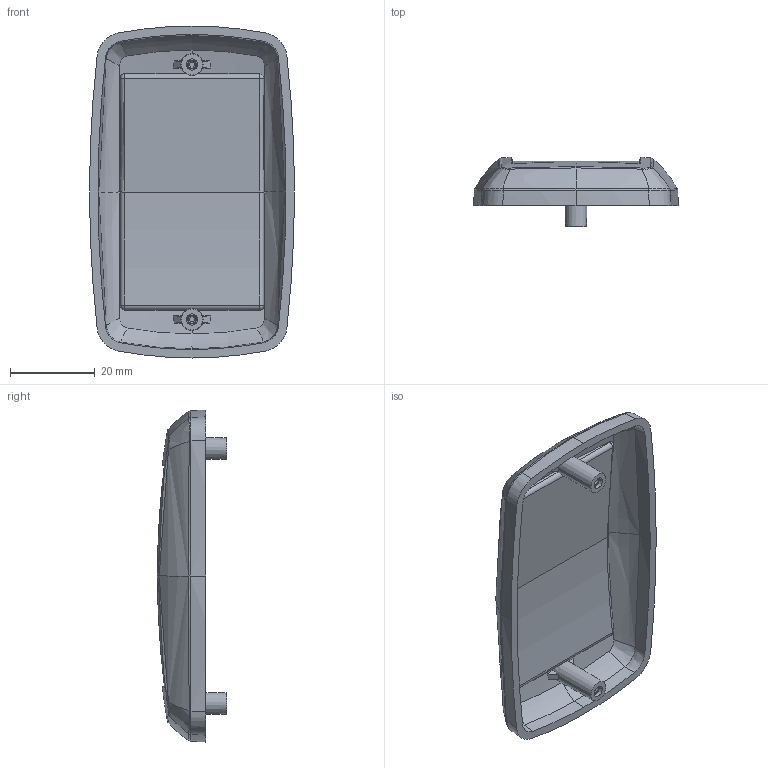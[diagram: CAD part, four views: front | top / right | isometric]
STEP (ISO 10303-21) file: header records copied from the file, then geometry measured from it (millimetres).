
FILE_DESCRIPTION(/* description */ (''),/* implementation_level */ '2;1');
FILE_NAME(/* name */ '00012066 - top.step',/* time_stamp */ '2020-04-14T14:50:12+02:00',/* author */ (''),/* organization */ (''),/* preprocessor_version */ 'ST-DEVELOPER v18.1',/* originating_system */ 'Autodesk Translation Framework v9.2.0.1227',/* authorisation */ '');
FILE_SCHEMA (('AUTOMOTIVE_DESIGN { 1 0 10303 214 3 1 1 }'));
Length unit declared in the file: millimetre
Products named in the file (1): 00012066 - Oberteil mit Vertiefung Höhe 2mm
Bounding box: 48.24 x 16.29 x 78.14 mm (x, y, z)
Volume: 10468.7 mm3; surface area: 10472.1 mm2
Topology: 1 solids, 1 shells, 169 faces, 422 edges, 260 vertices
Faces by surface type: bspline 90, cone 28, plane 25, cylinder 16, torus 6, sphere 4
Entity records: 15731 total; most frequent: CARTESIAN_POINT 12200, ORIENTED_EDGE 844, DIRECTION 598, EDGE_CURVE 422, AXIS2_PLACEMENT_3D 268, VERTEX_POINT 260, EDGE_LOOP 174, B_SPLINE_CURVE_WITH_KNOTS 170
